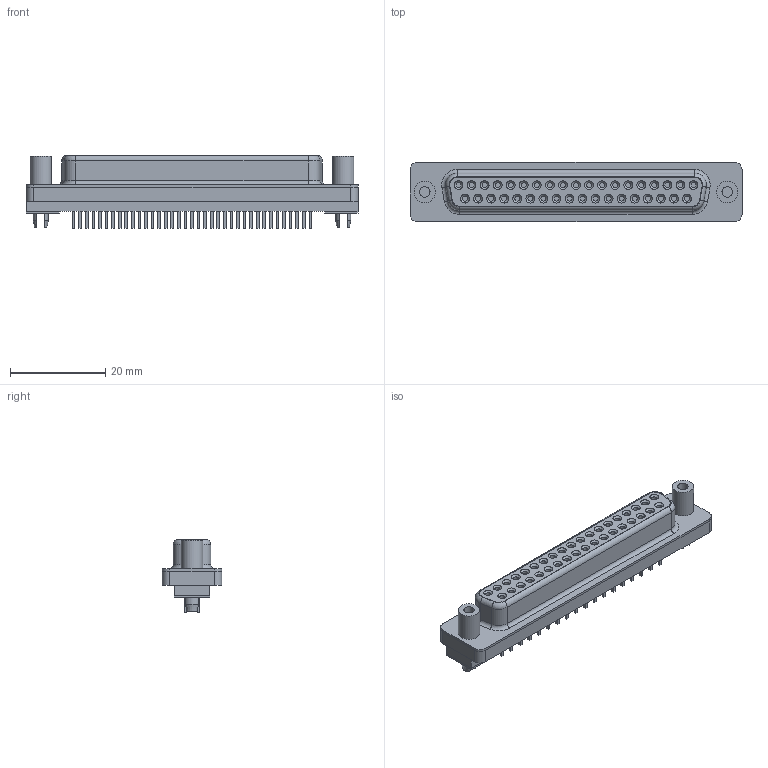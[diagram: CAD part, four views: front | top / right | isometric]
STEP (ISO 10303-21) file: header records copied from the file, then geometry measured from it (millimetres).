
FILE_DESCRIPTION(/* description */ (''),/* implementation_level */ '2;1');
FILE_NAME(/* name */ 'FCI_D37S24A4GV00LF.stp',/* time_stamp */ '2015-11-30T17:51:25+01:00',/* author */ ('bcivel'),/* organization */ ('FCI'),/* preprocessor_version */ 'ST-DEVELOPER v15.5',/* originating_system */ 'AutoCAD Mechanical',/* authorisation */ '');
FILE_SCHEMA (('AUTOMOTIVE_DESIGN { 1 0 10303 214 3 1 1 }'));
Length unit declared in the file: millimetre
Products named in the file (1): Product
Bounding box: 69.7 x 12.55 x 15.3 mm (x, y, z)
Volume: 6795.5 mm3; surface area: 10887.8 mm2
Topology: 50 solids, 50 shells, 496 faces, 1031 edges, 664 vertices
Faces by surface type: plane 341, cylinder 93, cone 46, torus 16
Full cylindrical faces by diameter (mm): 1.1 x37, 2.2 x2, 4.5 x2
Entity records: 12837 total; most frequent: CARTESIAN_POINT 2406, DIRECTION 2146, ORIENTED_EDGE 1906, EDGE_CURVE 953, AXIS2_PLACEMENT_3D 745, VERTEX_POINT 664, LINE 656, VECTOR 656
